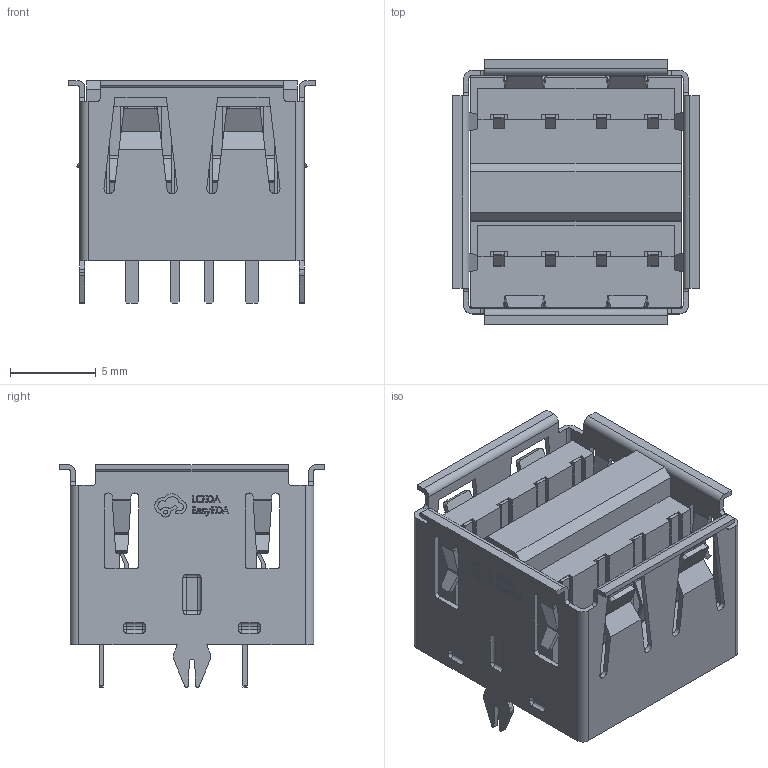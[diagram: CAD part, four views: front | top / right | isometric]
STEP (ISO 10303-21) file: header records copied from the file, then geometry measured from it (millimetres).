
FILE_DESCRIPTION(('FreeCAD Model'),'2;1');
FILE_NAME('Open CASCADE Shape Model','2025-06-01T10:18:10',('Author'),( ''),'Open CASCADE STEP processor 7.7','FreeCAD','Unknown');
FILE_SCHEMA(('AUTOMOTIVE_DESIGN { 1 0 10303 214 1 1 1 1 }'));
Length unit declared in the file: millimetre
Products named in the file (15): USB1~USB-A-TH_907-422A1051Y10210~USB-A-TH_907-422A1051Y10210~72Ob; USB-A-TH_907-422A1051Y10210~USB-A-TH_907-422A1051Y10210~72Ob013; USB-A-TH_907-422A1051Y10210~USB-A-TH_907-422A1051Y10210~72Ob; USB-A-TH_907-422A1051Y10210~USB-A-TH_907-422A1051Y10210~72Ob001; USB-A-TH_907-422A1051Y10210~USB-A-TH_907-422A1051Y10210~72Ob002; USB-A-TH_907-422A1051Y10210~USB-A-TH_907-422A1051Y10210~72Ob003; USB-A-TH_907-422A1051Y10210~USB-A-TH_907-422A1051Y10210~72Ob004; USB-A-TH_907-422A1051Y10210~USB-A-TH_907-422A1051Y10210~72Ob005; USB-A-TH_907-422A1051Y10210~USB-A-TH_907-422A1051Y10210~72Ob006; USB-A-TH_907-422A1051Y10210~USB-A-TH_907-422A1051Y10210~72Ob007; USB-A-TH_907-422A1051Y10210~USB-A-TH_907-422A1051Y10210~72Ob008; USB-A-TH_907-422A1051Y10210~USB-A-TH_907-422A1051Y10210~72Ob009; USB-A-TH_907-422A1051Y10210~USB-A-TH_907-422A1051Y10210~72Ob010; USB-A-TH_907-422A1051Y10210~USB-A-TH_907-422A1051Y10210~72Ob011; USB-A-TH_907-422A1051Y10210~USB-A-TH_907-422A1051Y10210~72Ob012
Assembly tree (14 placements, depth 3):
  USB1~USB-A-TH_907-422A1051Y10210~USB-A-TH_907-422A1051Y10210~72Ob
    USB-A-TH_907-422A1051Y10210~USB-A-TH_907-422A1051Y10210~72Ob013
      USB-A-TH_907-422A1051Y10210~USB-A-TH_907-422A1051Y10210~72Ob
      USB-A-TH_907-422A1051Y10210~USB-A-TH_907-422A1051Y10210~72Ob001
      USB-A-TH_907-422A1051Y10210~USB-A-TH_907-422A1051Y10210~72Ob002
      USB-A-TH_907-422A1051Y10210~USB-A-TH_907-422A1051Y10210~72Ob003
      USB-A-TH_907-422A1051Y10210~USB-A-TH_907-422A1051Y10210~72Ob004
      USB-A-TH_907-422A1051Y10210~USB-A-TH_907-422A1051Y10210~72Ob005
      USB-A-TH_907-422A1051Y10210~USB-A-TH_907-422A1051Y10210~72Ob006
      USB-A-TH_907-422A1051Y10210~USB-A-TH_907-422A1051Y10210~72Ob007
      USB-A-TH_907-422A1051Y10210~USB-A-TH_907-422A1051Y10210~72Ob008
      USB-A-TH_907-422A1051Y10210~USB-A-TH_907-422A1051Y10210~72Ob009
      USB-A-TH_907-422A1051Y10210~USB-A-TH_907-422A1051Y10210~72Ob010
      USB-A-TH_907-422A1051Y10210~USB-A-TH_907-422A1051Y10210~72Ob011
      USB-A-TH_907-422A1051Y10210~USB-A-TH_907-422A1051Y10210~72Ob012
Bounding box: 14.4 x 15.52 x 13 mm (x, y, z)
Volume: 1181.9 mm3; surface area: 2616.3 mm2
Topology: 13 solids, 13 shells, 922 faces, 2525 edges, 1654 vertices
Faces by surface type: plane 602, cylinder 184, bspline 112, sphere 24
Entity records: 32719 total; most frequent: CARTESIAN_POINT 7388, ORIENTED_EDGE 5002, DIRECTION 4195, EDGE_CURVE 2501, LINE 1873, VECTOR 1873, VERTEX_POINT 1654, AXIS2_PLACEMENT_3D 1161
